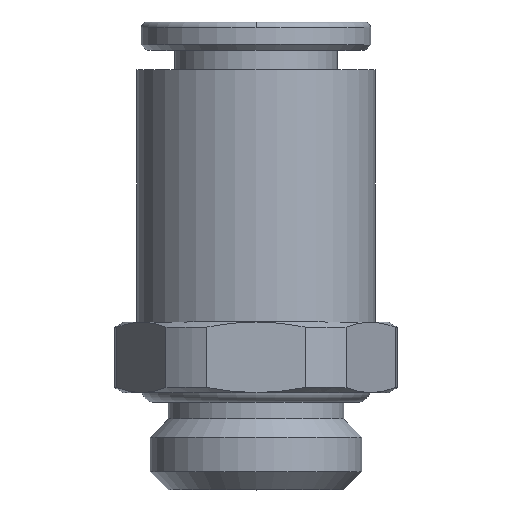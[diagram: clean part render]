
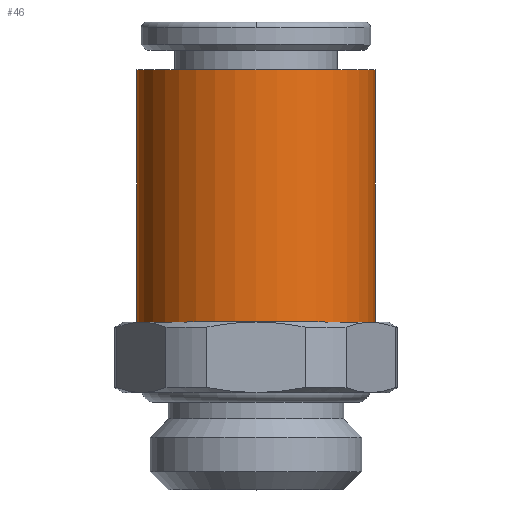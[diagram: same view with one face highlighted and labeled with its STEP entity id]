
A CAD part, top view. The second image highlights one B-rep face of the part: STEP entity #46.
In plain terms, the highlighted cylindrical face has radius 6.75 mm (diameter 13.5 mm), a partial arc.
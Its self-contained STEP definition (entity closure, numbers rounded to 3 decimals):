
#46=ADVANCED_FACE('',(#113),#114,.T.);
#113=FACE_OUTER_BOUND('',#253,.T.);
#114=CYLINDRICAL_SURFACE('',#254,6.75);
#253=EDGE_LOOP('',(#393,#394,#395,#396));
#254=AXIS2_PLACEMENT_3D('',#397,#398,#399);
#393=ORIENTED_EDGE('',*,*,#897,.F.);
#394=ORIENTED_EDGE('',*,*,#898,.F.);
#395=ORIENTED_EDGE('',*,*,#899,.F.);
#396=ORIENTED_EDGE('',*,*,#900,.F.);
#397=CARTESIAN_POINT('',(0.0,17.15,0.0));
#398=DIRECTION('',(0.0,1.0,0.0));
#399=DIRECTION('',(-1.0,0.0,0.0));
#897=EDGE_CURVE('',#1050,#1051,#1052,.T.);
#898=EDGE_CURVE('',#1053,#1050,#1054,.T.);
#899=EDGE_CURVE('',#1055,#1053,#1056,.T.);
#900=EDGE_CURVE('',#1051,#1055,#1057,.T.);
#1050=VERTEX_POINT('',#1298);
#1051=VERTEX_POINT('',#1299);
#1052=LINE('',#1300,#1301);
#1053=VERTEX_POINT('',#1302);
#1054=CIRCLE('',#1303,6.75);
#1055=VERTEX_POINT('',#1304);
#1056=LINE('',#1305,#1306);
#1057=CIRCLE('',#1307,6.75);
#1298=CARTESIAN_POINT('',(-6.75,9.5,0.));
#1299=CARTESIAN_POINT('',(-6.75,23.8,0.0));
#1300=CARTESIAN_POINT('',(-6.75,17.15,0.));
#1301=VECTOR('',#1864,1.0);
#1302=CARTESIAN_POINT('',(6.75,9.5,0.0));
#1303=AXIS2_PLACEMENT_3D('',#1865,#1866,#1867);
#1304=CARTESIAN_POINT('',(6.75,23.8,0.));
#1305=CARTESIAN_POINT('',(6.75,17.15,0.));
#1306=VECTOR('',#1868,1.0);
#1307=AXIS2_PLACEMENT_3D('',#1869,#1870,#1871);
#1864=DIRECTION('',(0.0,1.0,0.0));
#1865=CARTESIAN_POINT('',(0.0,9.5,0.0));
#1866=DIRECTION('',(0.0,-1.0,0.0));
#1867=DIRECTION('',(1.0,0.0,0.0));
#1868=DIRECTION('',(-0.0,-1.0,-0.0));
#1869=CARTESIAN_POINT('',(0.0,23.8,0.0));
#1870=DIRECTION('',(0.0,1.0,0.0));
#1871=DIRECTION('',(-1.0,0.0,0.0));
